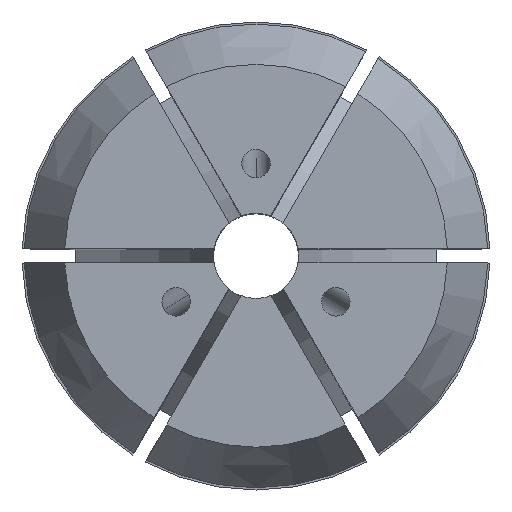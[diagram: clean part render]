
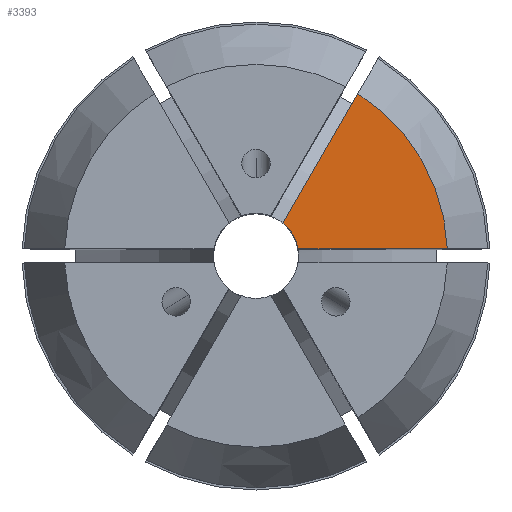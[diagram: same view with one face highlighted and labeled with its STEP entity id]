
A CAD part, top view. The second image highlights one B-rep face of the part: STEP entity #3393.
In plain terms, the highlighted planar face has unit normal (0, 0, 1).
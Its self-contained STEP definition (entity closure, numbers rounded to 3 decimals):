
#395 = CARTESIAN_POINT ( 'NONE',  ( 6.278, 9.875, 40. ) ) ;
#397 = CARTESIAN_POINT ( 'NONE',  ( 2.958, 0.5, 40. ) ) ;
#452 = DIRECTION ( 'NONE',  ( 0., 0., -1. ) ) ;
#505 = CARTESIAN_POINT ( 'NONE',  ( 7.178, 11.433, 40. ) ) ;
#561 = ORIENTED_EDGE ( 'NONE', *, *, #1633, .F. ) ;
#656 = VERTEX_POINT ( 'NONE', #397 ) ;
#661 = CARTESIAN_POINT ( 'NONE',  ( 1.912, 2.312, 40. ) ) ;
#700 = EDGE_CURVE ( 'NONE', #4006, #3929, #4059, .T. ) ;
#750 = DIRECTION ( 'NONE',  ( 0.5, 0.866, 0. ) ) ;
#932 = LINE ( 'NONE', #1573, #2832 ) ;
#1305 = VERTEX_POINT ( 'NONE', #661 ) ;
#1392 = AXIS2_PLACEMENT_3D ( 'NONE', #3442, #1480, #1533 ) ;
#1480 = DIRECTION ( 'NONE',  ( 0., 0., 1. ) ) ;
#1533 = DIRECTION ( 'NONE',  ( 1., 0., 0. ) ) ;
#1573 = CARTESIAN_POINT ( 'NONE',  ( 0., 0.5, 40. ) ) ;
#1633 = EDGE_CURVE ( 'NONE', #3929, #656, #932, .T. ) ;
#1656 = ORIENTED_EDGE ( 'NONE', *, *, #4014, .F. ) ;
#1673 = AXIS2_PLACEMENT_3D ( 'NONE', #2661, #452, #3318 ) ;
#1803 = EDGE_LOOP ( 'NONE', ( #2013, #1656, #561, #2456 ) ) ;
#1807 = VECTOR ( 'NONE', #750, 1000. ) ;
#2013 = ORIENTED_EDGE ( 'NONE', *, *, #2900, .F. ) ;
#2391 = DIRECTION ( 'NONE',  ( 0., 0., 1. ) ) ;
#2456 = ORIENTED_EDGE ( 'NONE', *, *, #700, .F. ) ;
#2470 = FACE_OUTER_BOUND ( 'NONE', #1803, .T. ) ;
#2552 = DIRECTION ( 'NONE',  ( -1., 0., 0. ) ) ;
#2661 = CARTESIAN_POINT ( 'NONE',  ( 0., 0., 40. ) ) ;
#2832 = VECTOR ( 'NONE', #2552, 1000. ) ;
#2900 = EDGE_CURVE ( 'NONE', #1305, #4006, #3625, .T. ) ;
#3013 = PLANE ( 'NONE',  #4102 ) ;
#3138 = CARTESIAN_POINT ( 'NONE',  ( 13.49, 0.5, 40. ) ) ;
#3318 = DIRECTION ( 'NONE',  ( -1., 0., 0. ) ) ;
#3393 = ADVANCED_FACE ( 'NONE', ( #2470 ), #3013, .T. ) ;
#3416 = CIRCLE ( 'NONE', #1392, 3. ) ;
#3442 = CARTESIAN_POINT ( 'NONE',  ( 0., 0., 40. ) ) ;
#3625 = LINE ( 'NONE', #395, #1807 ) ;
#3657 = CARTESIAN_POINT ( 'NONE',  ( 0., 13.499, 40. ) ) ;
#3929 = VERTEX_POINT ( 'NONE', #3138 ) ;
#4006 = VERTEX_POINT ( 'NONE', #505 ) ;
#4014 = EDGE_CURVE ( 'NONE', #656, #1305, #3416, .T. ) ;
#4049 = DIRECTION ( 'NONE',  ( 1., 0., 0. ) ) ;
#4059 = CIRCLE ( 'NONE', #1673, 13.499 ) ;
#4102 = AXIS2_PLACEMENT_3D ( 'NONE', #3657, #2391, #4049 ) ;
